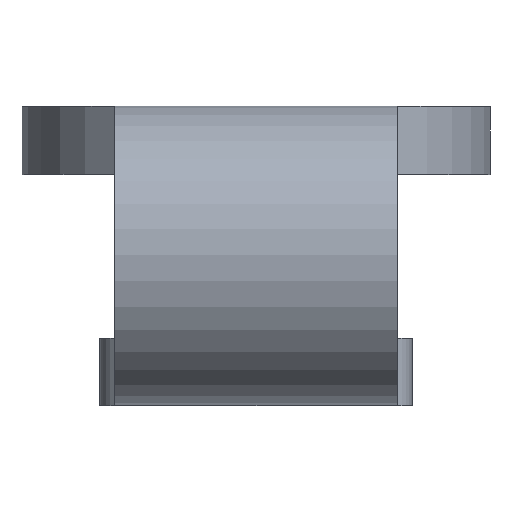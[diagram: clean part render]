
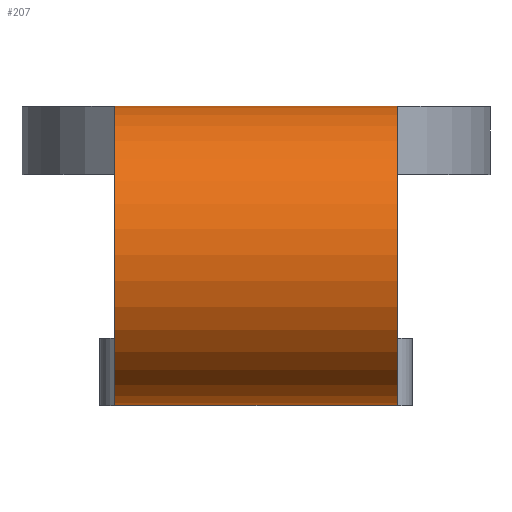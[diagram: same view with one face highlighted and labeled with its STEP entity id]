
A CAD part, top view. The second image highlights one B-rep face of the part: STEP entity #207.
In plain terms, the highlighted cylindrical face has radius 26.5 mm (diameter 53 mm), a partial arc.
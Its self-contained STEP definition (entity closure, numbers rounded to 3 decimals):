
#23=FACE_OUTER_BOUND('',#36,.T.);
#36=EDGE_LOOP('',(#142,#143,#144,#145));
#51=CIRCLE('',#241,26.5);
#52=CIRCLE('',#242,26.5);
#65=LINE('',#342,#80);
#66=LINE('',#346,#81);
#80=VECTOR('',#271,10.);
#81=VECTOR('',#274,10.);
#95=VERTEX_POINT('',#340);
#96=VERTEX_POINT('',#341);
#97=VERTEX_POINT('',#343);
#98=VERTEX_POINT('',#345);
#113=EDGE_CURVE('',#95,#96,#65,.T.);
#114=EDGE_CURVE('',#95,#97,#51,.T.);
#115=EDGE_CURVE('',#98,#97,#66,.T.);
#116=EDGE_CURVE('',#98,#96,#52,.T.);
#142=ORIENTED_EDGE('',*,*,#113,.F.);
#143=ORIENTED_EDGE('',*,*,#114,.T.);
#144=ORIENTED_EDGE('',*,*,#115,.F.);
#145=ORIENTED_EDGE('',*,*,#116,.T.);
#200=CYLINDRICAL_SURFACE('',#240,26.5);
#207=ADVANCED_FACE('',(#23),#200,.T.);
#240=AXIS2_PLACEMENT_3D('',#339,#269,#270);
#241=AXIS2_PLACEMENT_3D('',#344,#272,#273);
#242=AXIS2_PLACEMENT_3D('',#347,#275,#276);
#269=DIRECTION('center_axis',(1.,0.,0.));
#270=DIRECTION('ref_axis',(0.,1.,0.));
#271=DIRECTION('',(-1.,0.,0.));
#272=DIRECTION('center_axis',(-1.,0.,0.));
#273=DIRECTION('ref_axis',(0.,1.,0.));
#274=DIRECTION('',(1.,0.,0.));
#275=DIRECTION('center_axis',(1.,0.,0.));
#276=DIRECTION('ref_axis',(0.,1.,0.));
#339=CARTESIAN_POINT('Origin',(0.,0.,0.));
#340=CARTESIAN_POINT('',(50.,-26.5,0.));
#341=CARTESIAN_POINT('',(0.,-26.5,0.));
#342=CARTESIAN_POINT('',(0.,-26.5,0.));
#343=CARTESIAN_POINT('',(50.,26.5,0.));
#344=CARTESIAN_POINT('Origin',(50.,0.,0.));
#345=CARTESIAN_POINT('',(0.,26.5,0.));
#346=CARTESIAN_POINT('',(0.,26.5,0.));
#347=CARTESIAN_POINT('Origin',(0.,0.,0.));
